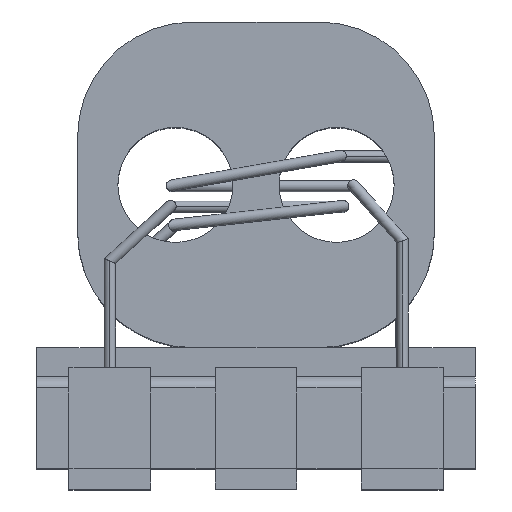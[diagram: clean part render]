
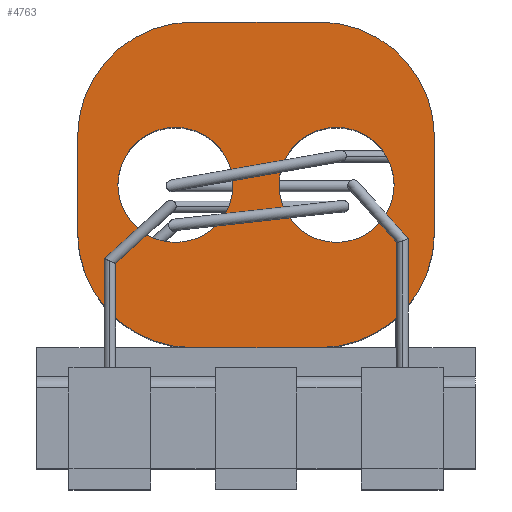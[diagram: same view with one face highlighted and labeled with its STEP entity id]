
A CAD part, top view. The second image highlights one B-rep face of the part: STEP entity #4763.
In plain terms, the highlighted planar face has unit normal (0, 0, 1).
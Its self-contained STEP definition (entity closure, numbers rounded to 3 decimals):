
#75 = LINE ( 'NONE', #6292, #2403 ) ;
#103 = VERTEX_POINT ( 'NONE', #5293 ) ;
#244 = EDGE_CURVE ( 'NONE', #2084, #2209, #2070, .T. ) ;
#274 = ORIENTED_EDGE ( 'NONE', *, *, #5974, .T. ) ;
#403 = DIRECTION ( 'NONE',  ( -1., 0., 0. ) ) ;
#432 = CARTESIAN_POINT ( 'NONE',  ( 0.2, 2.465, 1.55 ) ) ;
#523 = ORIENTED_EDGE ( 'NONE', *, *, #3568, .T. ) ;
#543 = EDGE_CURVE ( 'NONE', #4552, #2626, #1734, .T. ) ;
#554 = FACE_BOUND ( 'NONE', #2608, .T. ) ;
#620 = EDGE_LOOP ( 'NONE', ( #1177, #4455, #1400, #523, #274, #4246, #3241, #6190 ) ) ;
#914 = CARTESIAN_POINT ( 'NONE',  ( 1.2, 2.465, 1.55 ) ) ;
#964 = CIRCLE ( 'NONE', #5483, 0.5 ) ;
#1131 = DIRECTION ( 'NONE',  ( 1., 0., 0. ) ) ;
#1170 = ORIENTED_EDGE ( 'NONE', *, *, #3111, .T. ) ;
#1177 = ORIENTED_EDGE ( 'NONE', *, *, #3660, .T. ) ;
#1360 = CIRCLE ( 'NONE', #2713, 1. ) ;
#1396 = CARTESIAN_POINT ( 'NONE',  ( -1.55, 2.88, 1.55 ) ) ;
#1400 = ORIENTED_EDGE ( 'NONE', *, *, #1897, .T. ) ;
#1605 = EDGE_CURVE ( 'NONE', #3953, #5802, #964, .T. ) ;
#1725 = DIRECTION ( 'NONE',  ( 0., 1., 0. ) ) ;
#1734 = CIRCLE ( 'NONE', #6305, 1. ) ;
#1776 = CARTESIAN_POINT ( 'NONE',  ( 1.55, 2.05, 1.55 ) ) ;
#1853 = FACE_BOUND ( 'NONE', #2998, .T. ) ;
#1863 = CARTESIAN_POINT ( 'NONE',  ( -0.55, 2.88, 1.55 ) ) ;
#1897 = EDGE_CURVE ( 'NONE', #103, #2158, #1360, .T. ) ;
#1921 = VECTOR ( 'NONE', #1725, 1000. ) ;
#1946 = CARTESIAN_POINT ( 'NONE',  ( -0.55, 3.88, 1.55 ) ) ;
#2030 = CARTESIAN_POINT ( 'NONE',  ( -1.55, 2.05, 1.55 ) ) ;
#2070 = CIRCLE ( 'NONE', #2111, 0.5 ) ;
#2084 = VERTEX_POINT ( 'NONE', #2832 ) ;
#2086 = DIRECTION ( 'NONE',  ( 0., 0., -1. ) ) ;
#2111 = AXIS2_PLACEMENT_3D ( 'NONE', #5011, #2086, #4035 ) ;
#2146 = CIRCLE ( 'NONE', #3107, 1. ) ;
#2158 = VERTEX_POINT ( 'NONE', #2927 ) ;
#2209 = VERTEX_POINT ( 'NONE', #3364 ) ;
#2229 = DIRECTION ( 'NONE',  ( 0., -1., 0. ) ) ;
#2363 = DIRECTION ( 'NONE',  ( 1., 0., 0. ) ) ;
#2403 = VECTOR ( 'NONE', #2229, 1000. ) ;
#2426 = CARTESIAN_POINT ( 'NONE',  ( 1.55, 2.88, 1.55 ) ) ;
#2447 = CARTESIAN_POINT ( 'NONE',  ( 0.7, 2.465, 1.55 ) ) ;
#2464 = ORIENTED_EDGE ( 'NONE', *, *, #244, .T. ) ;
#2514 = DIRECTION ( 'NONE',  ( 1., 0., 0. ) ) ;
#2559 = LINE ( 'NONE', #5591, #5623 ) ;
#2588 = DIRECTION ( 'NONE',  ( 0., 0., 1. ) ) ;
#2608 = EDGE_LOOP ( 'NONE', ( #1170, #5695 ) ) ;
#2626 = VERTEX_POINT ( 'NONE', #1396 ) ;
#2702 = VERTEX_POINT ( 'NONE', #2030 ) ;
#2713 = AXIS2_PLACEMENT_3D ( 'NONE', #6094, #2588, #3541 ) ;
#2816 = AXIS2_PLACEMENT_3D ( 'NONE', #3707, #4685, #4737 ) ;
#2832 = CARTESIAN_POINT ( 'NONE',  ( -1.2, 2.465, 1.55 ) ) ;
#2892 = AXIS2_PLACEMENT_3D ( 'NONE', #4342, #5844, #3843 ) ;
#2927 = CARTESIAN_POINT ( 'NONE',  ( 1.55, 2.05, 1.55 ) ) ;
#2955 = EDGE_CURVE ( 'NONE', #2209, #2084, #3105, .T. ) ;
#2998 = EDGE_LOOP ( 'NONE', ( #2464, #5210 ) ) ;
#3081 = CIRCLE ( 'NONE', #2892, 1. ) ;
#3105 = CIRCLE ( 'NONE', #2816, 0.5 ) ;
#3107 = AXIS2_PLACEMENT_3D ( 'NONE', #4659, #3194, #5700 ) ;
#3111 = EDGE_CURVE ( 'NONE', #5802, #3953, #3555, .T. ) ;
#3194 = DIRECTION ( 'NONE',  ( 0., 0., 1. ) ) ;
#3233 = LINE ( 'NONE', #1776, #1921 ) ;
#3241 = ORIENTED_EDGE ( 'NONE', *, *, #543, .T. ) ;
#3364 = CARTESIAN_POINT ( 'NONE',  ( -0.2, 2.465, 1.55 ) ) ;
#3374 = DIRECTION ( 'NONE',  ( 0., 0., 1. ) ) ;
#3541 = DIRECTION ( 'NONE',  ( 1., 0., 0. ) ) ;
#3555 = CIRCLE ( 'NONE', #6069, 0.5 ) ;
#3568 = EDGE_CURVE ( 'NONE', #2158, #5128, #3233, .T. ) ;
#3660 = EDGE_CURVE ( 'NONE', #2702, #5047, #2146, .T. ) ;
#3707 = CARTESIAN_POINT ( 'NONE',  ( -0.7, 2.465, 1.55 ) ) ;
#3843 = DIRECTION ( 'NONE',  ( 1., 0., 0. ) ) ;
#3856 = VERTEX_POINT ( 'NONE', #4326 ) ;
#3936 = LINE ( 'NONE', #5264, #6119 ) ;
#3953 = VERTEX_POINT ( 'NONE', #914 ) ;
#4035 = DIRECTION ( 'NONE',  ( -1., 0., 0. ) ) ;
#4246 = ORIENTED_EDGE ( 'NONE', *, *, #5786, .T. ) ;
#4326 = CARTESIAN_POINT ( 'NONE',  ( 0.55, 3.88, 1.55 ) ) ;
#4342 = CARTESIAN_POINT ( 'NONE',  ( 0.55, 2.88, 1.55 ) ) ;
#4455 = ORIENTED_EDGE ( 'NONE', *, *, #4681, .T. ) ;
#4552 = VERTEX_POINT ( 'NONE', #1946 ) ;
#4557 = PLANE ( 'NONE',  #5209 ) ;
#4659 = CARTESIAN_POINT ( 'NONE',  ( -0.55, 2.05, 1.55 ) ) ;
#4681 = EDGE_CURVE ( 'NONE', #5047, #103, #2559, .T. ) ;
#4685 = DIRECTION ( 'NONE',  ( 0., 0., -1. ) ) ;
#4737 = DIRECTION ( 'NONE',  ( -1., 0., 0. ) ) ;
#4763 = ADVANCED_FACE ( 'NONE', ( #1853, #554, #6465 ), #4557, .F. ) ;
#5007 = DIRECTION ( 'NONE',  ( 0., 0., -1. ) ) ;
#5011 = CARTESIAN_POINT ( 'NONE',  ( -0.7, 2.465, 1.55 ) ) ;
#5037 = DIRECTION ( 'NONE',  ( -1., 0., 0. ) ) ;
#5047 = VERTEX_POINT ( 'NONE', #5322 ) ;
#5128 = VERTEX_POINT ( 'NONE', #2426 ) ;
#5209 = AXIS2_PLACEMENT_3D ( 'NONE', #5604, #5007, #5037 ) ;
#5210 = ORIENTED_EDGE ( 'NONE', *, *, #2955, .T. ) ;
#5264 = CARTESIAN_POINT ( 'NONE',  ( -0.55, 3.88, 1.55 ) ) ;
#5293 = CARTESIAN_POINT ( 'NONE',  ( 0.55, 1.05, 1.55 ) ) ;
#5320 = CARTESIAN_POINT ( 'NONE',  ( 0.7, 2.465, 1.55 ) ) ;
#5322 = CARTESIAN_POINT ( 'NONE',  ( -0.55, 1.05, 1.55 ) ) ;
#5483 = AXIS2_PLACEMENT_3D ( 'NONE', #2447, #5939, #2514 ) ;
#5510 = EDGE_CURVE ( 'NONE', #2626, #2702, #75, .T. ) ;
#5591 = CARTESIAN_POINT ( 'NONE',  ( -0.55, 1.05, 1.55 ) ) ;
#5604 = CARTESIAN_POINT ( 'NONE',  ( -0.55, 2.05, 1.55 ) ) ;
#5623 = VECTOR ( 'NONE', #1131, 1000. ) ;
#5695 = ORIENTED_EDGE ( 'NONE', *, *, #1605, .T. ) ;
#5700 = DIRECTION ( 'NONE',  ( -1., 0., 0. ) ) ;
#5786 = EDGE_CURVE ( 'NONE', #3856, #4552, #3936, .T. ) ;
#5798 = DIRECTION ( 'NONE',  ( 0., 0., -1. ) ) ;
#5802 = VERTEX_POINT ( 'NONE', #432 ) ;
#5844 = DIRECTION ( 'NONE',  ( 0., 0., 1. ) ) ;
#5939 = DIRECTION ( 'NONE',  ( 0., 0., -1. ) ) ;
#5974 = EDGE_CURVE ( 'NONE', #5128, #3856, #3081, .T. ) ;
#6069 = AXIS2_PLACEMENT_3D ( 'NONE', #5320, #5798, #2363 ) ;
#6094 = CARTESIAN_POINT ( 'NONE',  ( 0.55, 2.05, 1.55 ) ) ;
#6119 = VECTOR ( 'NONE', #6193, 1000. ) ;
#6190 = ORIENTED_EDGE ( 'NONE', *, *, #5510, .T. ) ;
#6193 = DIRECTION ( 'NONE',  ( -1., 0., 0. ) ) ;
#6292 = CARTESIAN_POINT ( 'NONE',  ( -1.55, 2.05, 1.55 ) ) ;
#6305 = AXIS2_PLACEMENT_3D ( 'NONE', #1863, #3374, #403 ) ;
#6465 = FACE_OUTER_BOUND ( 'NONE', #620, .T. ) ;
